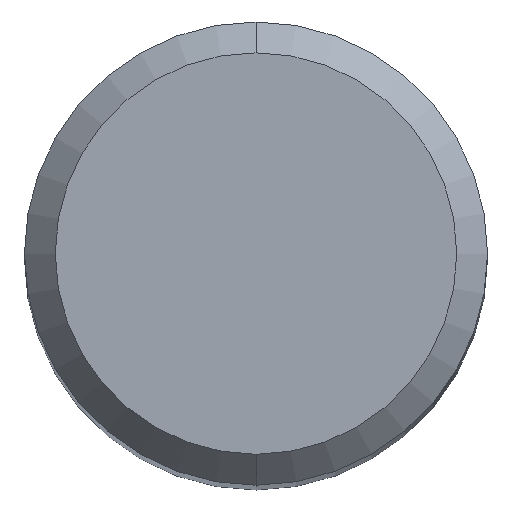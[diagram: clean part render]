
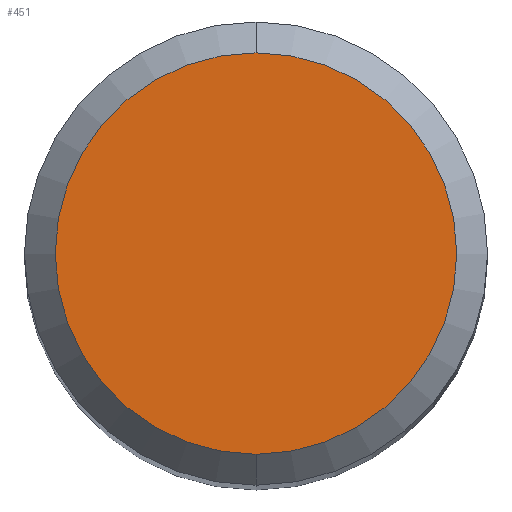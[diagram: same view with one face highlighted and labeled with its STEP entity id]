
A CAD part, top view. The second image highlights one B-rep face of the part: STEP entity #451.
In plain terms, the highlighted planar face has unit normal (0, 0, 1).
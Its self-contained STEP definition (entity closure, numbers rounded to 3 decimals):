
#249=VERTEX_POINT('',#563);
#273=VERTEX_POINT('',#591);
#381=EDGE_CURVE('',#273,#249,#708,.T.);
#423=EDGE_CURVE('',#249,#273,#755,.T.);
#451=ADVANCED_FACE('',(#786),#787,.T.);
#563=CARTESIAN_POINT('',(0.0,2.6,0.0));
#591=CARTESIAN_POINT('',(0.,-2.6,0.0));
#708=CIRCLE('',#1274,2.6);
#755=CIRCLE('',#1359,2.6);
#786=FACE_OUTER_BOUND('',#1411,.T.);
#787=PLANE('',#1412);
#1274=AXIS2_PLACEMENT_3D('',#1695,#1696,#1697);
#1359=AXIS2_PLACEMENT_3D('',#1750,#1751,#1752);
#1411=EDGE_LOOP('',(#1784,#1785));
#1412=AXIS2_PLACEMENT_3D('',#1786,#1787,#1788);
#1695=CARTESIAN_POINT('',(0.0,0.0,0.0));
#1696=DIRECTION('',(0.0,0.0,-1.0));
#1697=DIRECTION('',(0.0,1.0,0.0));
#1750=CARTESIAN_POINT('',(0.0,0.0,0.0));
#1751=DIRECTION('',(0.0,0.0,-1.0));
#1752=DIRECTION('',(0.0,1.0,0.0));
#1784=ORIENTED_EDGE('',*,*,#423,.F.);
#1785=ORIENTED_EDGE('',*,*,#381,.F.);
#1786=CARTESIAN_POINT('',(0.0,1.3,0.0));
#1787=DIRECTION('',(-0.0,0.0,1.0));
#1788=DIRECTION('',(0.0,-1.0,0.0));
